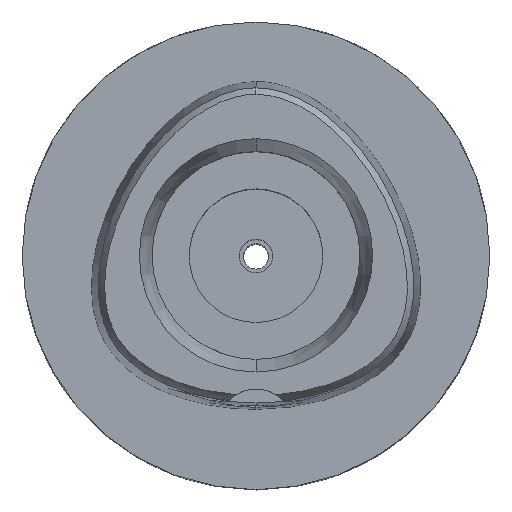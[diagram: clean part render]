
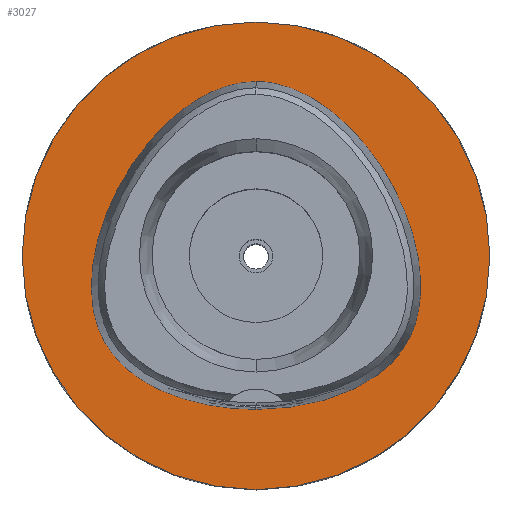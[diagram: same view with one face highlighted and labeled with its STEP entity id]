
A CAD part, top view. The second image highlights one B-rep face of the part: STEP entity #3027.
In plain terms, the highlighted planar face has unit normal (0, 0, 1).
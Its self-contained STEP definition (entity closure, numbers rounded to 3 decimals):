
#5 = CARTESIAN_POINT ( 'NONE',  ( -0.855, 23.475, 0. ) ) ;
#27 = CARTESIAN_POINT ( 'NONE',  ( -10.746, 19.174, 0. ) ) ;
#29 = CARTESIAN_POINT ( 'NONE',  ( 18.068, 10.432, 0. ) ) ;
#42 = DIRECTION ( 'NONE',  ( 0., -1., 0. ) ) ;
#219 = AXIS2_PLACEMENT_3D ( 'NONE', #4843, #3686, #1008 ) ;
#306 = VERTEX_POINT ( 'NONE', #1399 ) ;
#321 = CARTESIAN_POINT ( 'NONE',  ( -11.233, -18.893, 0. ) ) ;
#347 = CARTESIAN_POINT ( 'NONE',  ( 0., -20.675, 0. ) ) ;
#408 = CARTESIAN_POINT ( 'NONE',  ( -19.649, -12.825, 0. ) ) ;
#438 = ORIENTED_EDGE ( 'NONE', *, *, #3192, .F. ) ;
#518 = CARTESIAN_POINT ( 'NONE',  ( 18.568, -14.169, 0. ) ) ;
#569 = CARTESIAN_POINT ( 'NONE',  ( 22.057, -6.848, 0. ) ) ;
#616 = EDGE_LOOP ( 'NONE', ( #438, #716 ) ) ;
#681 = CARTESIAN_POINT ( 'NONE',  ( -21.555, -8.996, 0. ) ) ;
#706 = CARTESIAN_POINT ( 'NONE',  ( -6.341, -20.298, 0. ) ) ;
#716 = ORIENTED_EDGE ( 'NONE', *, *, #1396, .F. ) ;
#771 = CARTESIAN_POINT ( 'NONE',  ( 0., 0., 0. ) ) ;
#787 = CARTESIAN_POINT ( 'NONE',  ( 2.565, 23.293, 0. ) ) ;
#811 = CARTESIAN_POINT ( 'NONE',  ( 7.571, 21.315, 0. ) ) ;
#924 = ORIENTED_EDGE ( 'NONE', *, *, #1040, .F. ) ;
#1008 = DIRECTION ( 'NONE',  ( 0., -1., 0. ) ) ;
#1040 = EDGE_CURVE ( 'NONE', #2292, #4296, #1389, .T. ) ;
#1128 = EDGE_LOOP ( 'NONE', ( #924, #4378 ) ) ;
#1142 = CARTESIAN_POINT ( 'NONE',  ( -21.978, -0.281, 0. ) ) ;
#1308 = CARTESIAN_POINT ( 'NONE',  ( 2.114, -20.675, 0. ) ) ;
#1389 = B_SPLINE_CURVE_WITH_KNOTS ( 'NONE', 3,
 ( #1527, #5, #4259, #3097, #2657, #27, #4996, #3849, #3068, #1142, #2683, #3878, #681, #4637, #3818, #408, #4183, #3794, #2630, #321, #706, #1948, #347 ),
 .UNSPECIFIED., .F., .F.,
 ( 4, 1, 1, 1, 1, 1, 1, 1, 1, 1, 1, 1, 1, 1, 1, 1, 1, 1, 1, 1, 4 ),
 ( 0., 0.042, 0.083, 0.125, 0.167, 0.25, 0.333, 0.417, 0.5, 0.542, 0.583, 0.625, 0.646, 0.667, 0.688, 0.708, 0.75, 0.792, 0.833, 0.917, 1. ),
 .UNSPECIFIED. ) ;
#1396 = EDGE_CURVE ( 'NONE', #1734, #306, #3141, .T. ) ;
#1399 = CARTESIAN_POINT ( 'NONE',  ( 0., 31.5, 0. ) ) ;
#1527 = CARTESIAN_POINT ( 'NONE',  ( 0., 23.475, 0. ) ) ;
#1528 = CARTESIAN_POINT ( 'NONE',  ( 14.408, 15.641, 0. ) ) ;
#1555 = CARTESIAN_POINT ( 'NONE',  ( 10.746, 19.174, 0. ) ) ;
#1567 = DIRECTION ( 'NONE',  ( 0., 0., -1. ) ) ;
#1621 = EDGE_CURVE ( 'NONE', #4296, #2292, #3083, .T. ) ;
#1734 = VERTEX_POINT ( 'NONE', #4668 ) ;
#1738 = CARTESIAN_POINT ( 'NONE',  ( 16.959, -15.678, 0. ) ) ;
#1810 = DIRECTION ( 'NONE',  ( 0., 1., 0. ) ) ;
#1846 = CARTESIAN_POINT ( 'NONE',  ( 0., 23.475, 0. ) ) ;
#1948 = CARTESIAN_POINT ( 'NONE',  ( -2.114, -20.675, 0. ) ) ;
#2059 = CARTESIAN_POINT ( 'NONE',  ( 20.932, -10.604, 0. ) ) ;
#2070 = PLANE ( 'NONE',  #219 ) ;
#2108 = CARTESIAN_POINT ( 'NONE',  ( 22.245, -4.1, 0. ) ) ;
#2269 = CARTESIAN_POINT ( 'NONE',  ( 5.098, 22.526, 0. ) ) ;
#2292 = VERTEX_POINT ( 'NONE', #3305 ) ;
#2630 = CARTESIAN_POINT ( 'NONE',  ( -14.673, -17.214, 0. ) ) ;
#2640 = AXIS2_PLACEMENT_3D ( 'NONE', #2676, #4173, #1810 ) ;
#2657 = CARTESIAN_POINT ( 'NONE',  ( -7.571, 21.315, 0. ) ) ;
#2676 = CARTESIAN_POINT ( 'NONE',  ( 0., 0., 0. ) ) ;
#2683 = CARTESIAN_POINT ( 'NONE',  ( -22.245, -4.1, 0. ) ) ;
#2709 = CARTESIAN_POINT ( 'NONE',  ( 0.855, 23.475, 0. ) ) ;
#2729 = AXIS2_PLACEMENT_3D ( 'NONE', #771, #1567, #42 ) ;
#3027 = ADVANCED_FACE ( 'NONE', ( #4476, #4053 ), #2070, .F. ) ;
#3068 = CARTESIAN_POINT ( 'NONE',  ( -20.749, 4.657, 0. ) ) ;
#3083 = B_SPLINE_CURVE_WITH_KNOTS ( 'NONE', 3,
 ( #4377, #1308, #3210, #3653, #3984, #1738, #518, #3236, #4043, #2059, #4781, #569, #2108, #3282, #4830, #29, #1528, #1555, #811, #2269, #787, #2709, #1846 ),
 .UNSPECIFIED., .F., .F.,
 ( 4, 1, 1, 1, 1, 1, 1, 1, 1, 1, 1, 1, 1, 1, 1, 1, 1, 1, 1, 1, 4 ),
 ( 0., 0.083, 0.167, 0.208, 0.25, 0.292, 0.313, 0.333, 0.354, 0.375, 0.417, 0.458, 0.5, 0.583, 0.667, 0.75, 0.833, 0.875, 0.917, 0.958, 1. ),
 .UNSPECIFIED. ) ;
#3097 = CARTESIAN_POINT ( 'NONE',  ( -5.098, 22.526, 0. ) ) ;
#3141 = CIRCLE ( 'NONE', #2729, 31.5 ) ;
#3192 = EDGE_CURVE ( 'NONE', #306, #1734, #3613, .T. ) ;
#3210 = CARTESIAN_POINT ( 'NONE',  ( 6.341, -20.298, 0. ) ) ;
#3236 = CARTESIAN_POINT ( 'NONE',  ( 19.649, -12.825, 0. ) ) ;
#3282 = CARTESIAN_POINT ( 'NONE',  ( 21.978, -0.281, 0. ) ) ;
#3305 = CARTESIAN_POINT ( 'NONE',  ( 0., 23.475, 0. ) ) ;
#3613 = CIRCLE ( 'NONE', #2640, 31.5 ) ;
#3653 = CARTESIAN_POINT ( 'NONE',  ( 11.233, -18.893, 0. ) ) ;
#3686 = DIRECTION ( 'NONE',  ( 0., 0., -1. ) ) ;
#3794 = CARTESIAN_POINT ( 'NONE',  ( -16.959, -15.678, 0. ) ) ;
#3818 = CARTESIAN_POINT ( 'NONE',  ( -20.35, -11.749, 0. ) ) ;
#3849 = CARTESIAN_POINT ( 'NONE',  ( -18.068, 10.432, 0. ) ) ;
#3878 = CARTESIAN_POINT ( 'NONE',  ( -22.057, -6.848, 0. ) ) ;
#3984 = CARTESIAN_POINT ( 'NONE',  ( 14.673, -17.214, 0. ) ) ;
#4043 = CARTESIAN_POINT ( 'NONE',  ( 20.35, -11.749, 0. ) ) ;
#4053 = FACE_BOUND ( 'NONE', #1128, .T. ) ;
#4173 = DIRECTION ( 'NONE',  ( 0., 0., -1. ) ) ;
#4183 = CARTESIAN_POINT ( 'NONE',  ( -18.568, -14.169, 0. ) ) ;
#4259 = CARTESIAN_POINT ( 'NONE',  ( -2.565, 23.293, 0. ) ) ;
#4296 = VERTEX_POINT ( 'NONE', #4650 ) ;
#4377 = CARTESIAN_POINT ( 'NONE',  ( 0., -20.675, 0. ) ) ;
#4378 = ORIENTED_EDGE ( 'NONE', *, *, #1621, .F. ) ;
#4476 = FACE_OUTER_BOUND ( 'NONE', #616, .T. ) ;
#4637 = CARTESIAN_POINT ( 'NONE',  ( -20.932, -10.604, 0. ) ) ;
#4650 = CARTESIAN_POINT ( 'NONE',  ( 0., -20.675, 0. ) ) ;
#4668 = CARTESIAN_POINT ( 'NONE',  ( 0., -31.5, 0. ) ) ;
#4781 = CARTESIAN_POINT ( 'NONE',  ( 21.555, -8.996, 0. ) ) ;
#4830 = CARTESIAN_POINT ( 'NONE',  ( 20.749, 4.657, 0. ) ) ;
#4843 = CARTESIAN_POINT ( 'NONE',  ( 0., 0., 0. ) ) ;
#4996 = CARTESIAN_POINT ( 'NONE',  ( -14.408, 15.641, 0. ) ) ;
